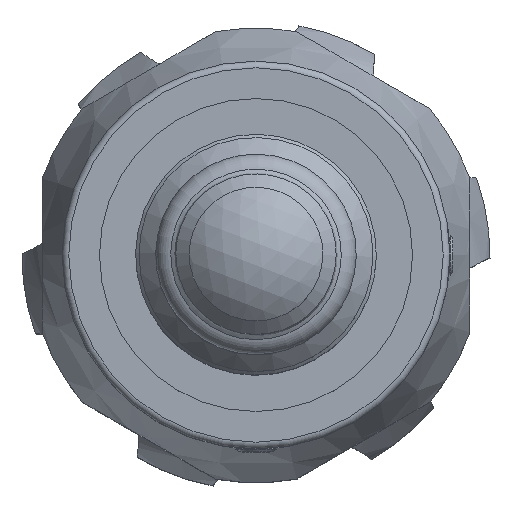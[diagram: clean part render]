
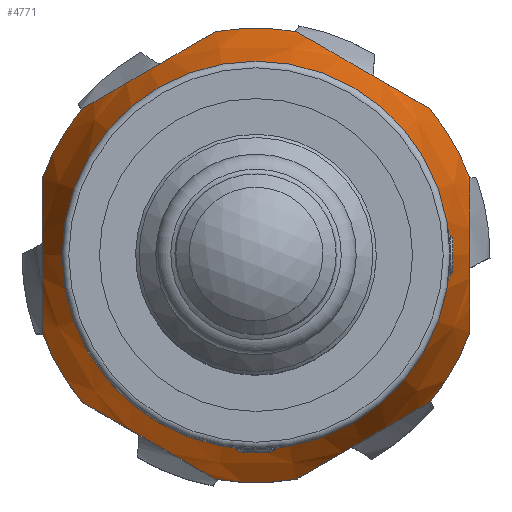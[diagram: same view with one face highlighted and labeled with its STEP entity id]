
A CAD part, top view. The second image highlights one B-rep face of the part: STEP entity #4771.
In plain terms, the highlighted conical face has half-angle 17.922 degrees and reference radius 15.75 mm.
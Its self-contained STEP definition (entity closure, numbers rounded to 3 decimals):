
#3758=CARTESIAN_POINT('',(11.072,-0.872,8.897));
#3759=VERTEX_POINT('',#3758);
#3760=CARTESIAN_POINT('',(11.072,10.617,8.897));
#3761=VERTEX_POINT('',#3760);
#3762=CARTESIAN_POINT('',(11.072,-0.872,8.897));
#3763=CARTESIAN_POINT('',(11.072,4.872,14.899));
#3764=CARTESIAN_POINT('',(11.072,10.617,8.897));
#3772=(BOUNDED_CURVE()B_SPLINE_CURVE(2,(#3762,#3763,#3764),.UNSPECIFIED.,.F.,.U.)B_SPLINE_CURVE_WITH_KNOTS((3,3),(0.0,1.305),.UNSPECIFIED.)CURVE()GEOMETRIC_REPRESENTATION_ITEM()RATIONAL_B_SPLINE_CURVE((1.0,1.062,1.0))REPRESENTATION_ITEM(''));
#3773=EDGE_CURVE('',#3759,#3761,#3772,.T.);
#3863=CARTESIAN_POINT('',(8.047,15.856,8.897));
#3864=VERTEX_POINT('',#3863);
#3865=CARTESIAN_POINT('',(-1.903,21.601,8.897));
#3866=VERTEX_POINT('',#3865);
#3867=CARTESIAN_POINT('',(8.047,15.856,8.897));
#3868=CARTESIAN_POINT('',(3.072,18.728,14.899));
#3869=CARTESIAN_POINT('',(-1.903,21.601,8.897));
#3877=(BOUNDED_CURVE()B_SPLINE_CURVE(2,(#3867,#3868,#3869),.UNSPECIFIED.,.F.,.U.)B_SPLINE_CURVE_WITH_KNOTS((3,3),(0.0,1.305),.UNSPECIFIED.)CURVE()GEOMETRIC_REPRESENTATION_ITEM()RATIONAL_B_SPLINE_CURVE((1.0,1.062,1.0))REPRESENTATION_ITEM(''));
#3878=EDGE_CURVE('',#3864,#3866,#3877,.T.);
#3965=CARTESIAN_POINT('',(-1.903,-11.857,8.897));
#3966=VERTEX_POINT('',#3965);
#3967=CARTESIAN_POINT('',(8.047,-6.112,8.897));
#3968=VERTEX_POINT('',#3967);
#3969=CARTESIAN_POINT('',(-1.903,-11.857,8.897));
#3970=CARTESIAN_POINT('',(3.072,-8.984,14.899));
#3971=CARTESIAN_POINT('',(8.047,-6.112,8.897));
#3979=(BOUNDED_CURVE()B_SPLINE_CURVE(2,(#3969,#3970,#3971),.UNSPECIFIED.,.F.,.U.)B_SPLINE_CURVE_WITH_KNOTS((3,3),(0.0,1.305),.UNSPECIFIED.)CURVE()GEOMETRIC_REPRESENTATION_ITEM()RATIONAL_B_SPLINE_CURVE((1.0,1.062,1.0))REPRESENTATION_ITEM(''));
#3980=EDGE_CURVE('',#3966,#3968,#3979,.T.);
#4067=CARTESIAN_POINT('',(-17.903,-6.112,8.897));
#4068=VERTEX_POINT('',#4067);
#4069=CARTESIAN_POINT('',(-7.953,-11.857,8.897));
#4070=VERTEX_POINT('',#4069);
#4071=CARTESIAN_POINT('',(-17.903,-6.112,8.897));
#4072=CARTESIAN_POINT('',(-12.928,-8.984,14.899));
#4073=CARTESIAN_POINT('',(-7.953,-11.857,8.897));
#4081=(BOUNDED_CURVE()B_SPLINE_CURVE(2,(#4071,#4072,#4073),.UNSPECIFIED.,.F.,.U.)B_SPLINE_CURVE_WITH_KNOTS((3,3),(0.0,1.305),.UNSPECIFIED.)CURVE()GEOMETRIC_REPRESENTATION_ITEM()RATIONAL_B_SPLINE_CURVE((1.0,1.063,1.0))REPRESENTATION_ITEM(''));
#4082=EDGE_CURVE('',#4068,#4070,#4081,.T.);
#4169=CARTESIAN_POINT('',(-20.928,10.617,8.897));
#4170=VERTEX_POINT('',#4169);
#4171=CARTESIAN_POINT('',(-20.928,-0.872,8.897));
#4172=VERTEX_POINT('',#4171);
#4173=CARTESIAN_POINT('',(-20.928,10.617,8.897));
#4174=CARTESIAN_POINT('',(-20.928,4.872,14.899));
#4175=CARTESIAN_POINT('',(-20.928,-0.872,8.897));
#4183=(BOUNDED_CURVE()B_SPLINE_CURVE(2,(#4173,#4174,#4175),.UNSPECIFIED.,.F.,.U.)B_SPLINE_CURVE_WITH_KNOTS((3,3),(0.0,1.305),.UNSPECIFIED.)CURVE()GEOMETRIC_REPRESENTATION_ITEM()RATIONAL_B_SPLINE_CURVE((1.0,1.062,1.0))REPRESENTATION_ITEM(''));
#4184=EDGE_CURVE('',#4170,#4172,#4183,.T.);
#4271=CARTESIAN_POINT('',(-7.953,21.601,8.897));
#4272=VERTEX_POINT('',#4271);
#4273=CARTESIAN_POINT('',(-17.903,15.856,8.897));
#4274=VERTEX_POINT('',#4273);
#4275=CARTESIAN_POINT('',(-7.953,21.601,8.897));
#4276=CARTESIAN_POINT('',(-12.928,18.728,14.899));
#4277=CARTESIAN_POINT('',(-17.903,15.856,8.897));
#4285=(BOUNDED_CURVE()B_SPLINE_CURVE(2,(#4275,#4276,#4277),.UNSPECIFIED.,.F.,.U.)B_SPLINE_CURVE_WITH_KNOTS((3,3),(0.0,1.305),.UNSPECIFIED.)CURVE()GEOMETRIC_REPRESENTATION_ITEM()RATIONAL_B_SPLINE_CURVE((1.0,1.062,1.0))REPRESENTATION_ITEM(''));
#4286=EDGE_CURVE('',#4272,#4274,#4285,.T.);
#4374=CARTESIAN_POINT('',(-4.928,4.872,8.897));
#4375=DIRECTION('',(0.0,0.0,-1.0));
#4376=DIRECTION('',(-1.0,0.0,0.0));
#4377=AXIS2_PLACEMENT_3D('',#4374,#4375,#4376);
#4378=CIRCLE('',#4377,17.0);
#4379=EDGE_CURVE('',#4170,#4274,#4378,.T.);
#4398=CARTESIAN_POINT('',(-4.928,4.872,8.897));
#4399=DIRECTION('',(0.0,0.0,-1.0));
#4400=DIRECTION('',(-1.0,0.0,0.0));
#4401=AXIS2_PLACEMENT_3D('',#4398,#4399,#4400);
#4402=CIRCLE('',#4401,17.0);
#4403=EDGE_CURVE('',#4068,#4172,#4402,.T.);
#4422=CARTESIAN_POINT('',(-4.928,4.872,8.897));
#4423=DIRECTION('',(0.0,0.0,-1.0));
#4424=DIRECTION('',(-1.0,0.0,0.0));
#4425=AXIS2_PLACEMENT_3D('',#4422,#4423,#4424);
#4426=CIRCLE('',#4425,17.0);
#4427=EDGE_CURVE('',#3966,#4070,#4426,.T.);
#4446=CARTESIAN_POINT('',(-4.928,4.872,8.897));
#4447=DIRECTION('',(0.0,0.0,-1.0));
#4448=DIRECTION('',(-1.0,0.0,0.0));
#4449=AXIS2_PLACEMENT_3D('',#4446,#4447,#4448);
#4450=CIRCLE('',#4449,17.0);
#4451=EDGE_CURVE('',#3759,#3968,#4450,.T.);
#4470=CARTESIAN_POINT('',(-4.928,4.872,8.897));
#4471=DIRECTION('',(0.0,0.0,-1.0));
#4472=DIRECTION('',(-1.0,0.0,0.0));
#4473=AXIS2_PLACEMENT_3D('',#4470,#4471,#4472);
#4474=CIRCLE('',#4473,17.0);
#4475=EDGE_CURVE('',#3864,#3761,#4474,.T.);
#4610=CARTESIAN_POINT('',(-19.428,4.872,16.627));
#4611=VERTEX_POINT('',#4610);
#4612=CARTESIAN_POINT('',(-4.928,4.872,16.627));
#4613=DIRECTION('',(0.0,0.0,-1.0));
#4614=DIRECTION('',(-1.0,0.0,0.0));
#4615=AXIS2_PLACEMENT_3D('',#4612,#4613,#4614);
#4616=CIRCLE('',#4615,14.5);
#4617=EDGE_CURVE('',#4611,#4611,#4616,.T.);
#4743=CARTESIAN_POINT('',(-4.928,4.872,12.762));
#4744=DIRECTION('',(0.,0.,-1.0));
#4745=DIRECTION('',(-1.0,0.0,0.0));
#4746=AXIS2_PLACEMENT_3D('',#4743,#4744,#4745);
#4747=CONICAL_SURFACE('',#4746,15.75,17.922);
#4748=ORIENTED_EDGE('',*,*,#3878,.T.);
#4749=CARTESIAN_POINT('',(-4.928,4.872,8.897));
#4750=DIRECTION('',(0.0,0.0,-1.0));
#4751=DIRECTION('',(-1.0,0.0,0.0));
#4752=AXIS2_PLACEMENT_3D('',#4749,#4750,#4751);
#4753=CIRCLE('',#4752,17.0);
#4754=EDGE_CURVE('',#4272,#3866,#4753,.T.);
#4755=ORIENTED_EDGE('',*,*,#4754,.F.);
#4756=ORIENTED_EDGE('',*,*,#4286,.T.);
#4757=ORIENTED_EDGE('',*,*,#4379,.F.);
#4758=ORIENTED_EDGE('',*,*,#4184,.T.);
#4759=ORIENTED_EDGE('',*,*,#4403,.F.);
#4760=ORIENTED_EDGE('',*,*,#4082,.T.);
#4761=ORIENTED_EDGE('',*,*,#4427,.F.);
#4762=ORIENTED_EDGE('',*,*,#3980,.T.);
#4763=ORIENTED_EDGE('',*,*,#4451,.F.);
#4764=ORIENTED_EDGE('',*,*,#3773,.T.);
#4765=ORIENTED_EDGE('',*,*,#4475,.F.);
#4766=EDGE_LOOP('',(#4748,#4755,#4756,#4757,#4758,#4759,#4760,#4761,#4762,#4763,#4764,#4765));
#4767=FACE_OUTER_BOUND('',#4766,.T.);
#4768=ORIENTED_EDGE('',*,*,#4617,.T.);
#4769=EDGE_LOOP('',(#4768));
#4770=FACE_BOUND('',#4769,.T.);
#4771=ADVANCED_FACE('',(#4767,#4770),#4747,.T.);
